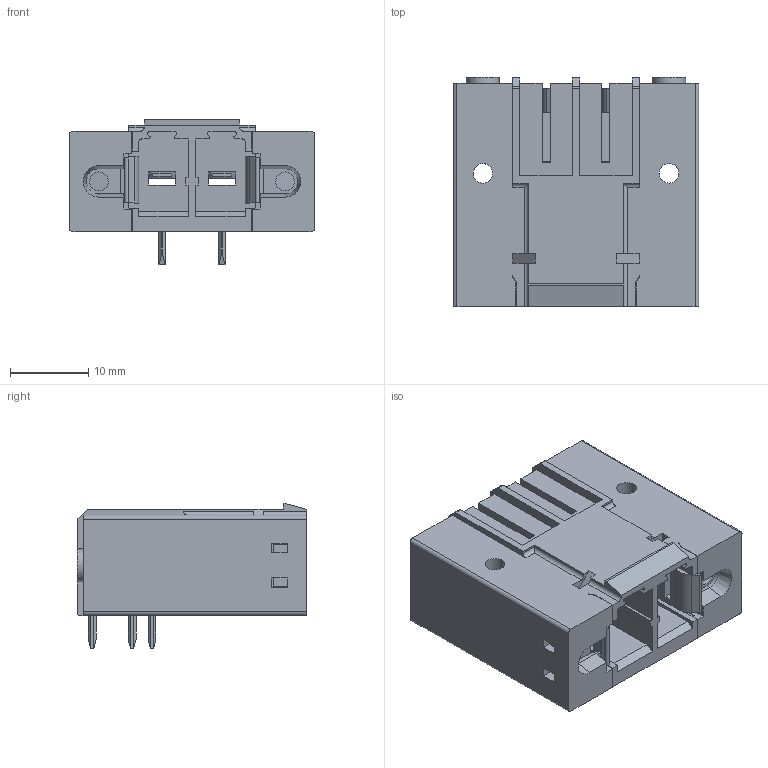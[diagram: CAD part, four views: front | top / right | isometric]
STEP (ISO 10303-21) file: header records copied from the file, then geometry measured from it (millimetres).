
FILE_DESCRIPTION(/* description */ ('STEP AP242','CAx-IF Rec.Pracs.---Representation and Presentation of Product Manufacturing Information (PMI)---4.0---2014-10-13','CAx-IF Rec.Pracs.---3D Tessellated Geometry---0.4---2014-09-14','2;1'),/* implementation_level */ '2;1');
FILE_NAME(/* name */ '65dfc87224a24b72a99de7e2',/* time_stamp */ '2024-02-28T23:57:39Z',/* author */ (''),/* organization */ (''),/* preprocessor_version */ 'ST-DEVELOPER v19.4',/* originating_system */ ' ',/* authorisation */ ' ');
FILE_SCHEMA (('AP242_MANAGED_MODEL_BASED_3D_ENGINEERING_MIM_LF { 1 0 10303 442 1 1 4 }'));
Length unit declared in the file: metre
Products named in the file (1): 2022_04_21_11_32_17_0574
Bounding box: 31.34 x 29.25 x 18.49 mm (x, y, z)
Volume: 7568.5 mm3; surface area: 7931.3 mm2
Topology: 1 solids, 24 shells, 1109 faces, 3178 edges, 2105 vertices
Faces by surface type: plane 931, cylinder 173, cone 4, bspline 1
Full cylindrical faces by diameter (mm): 2.4 x2, 2.5 x2, 3.2 x2, 4.2 x2
Entity records: 35794 total; most frequent: CARTESIAN_POINT 6574, ORIENTED_EDGE 6322, DIRECTION 5668, EDGE_CURVE 3161, LINE 2744, VECTOR 2744, VERTEX_POINT 2098, AXIS2_PLACEMENT_3D 1462
